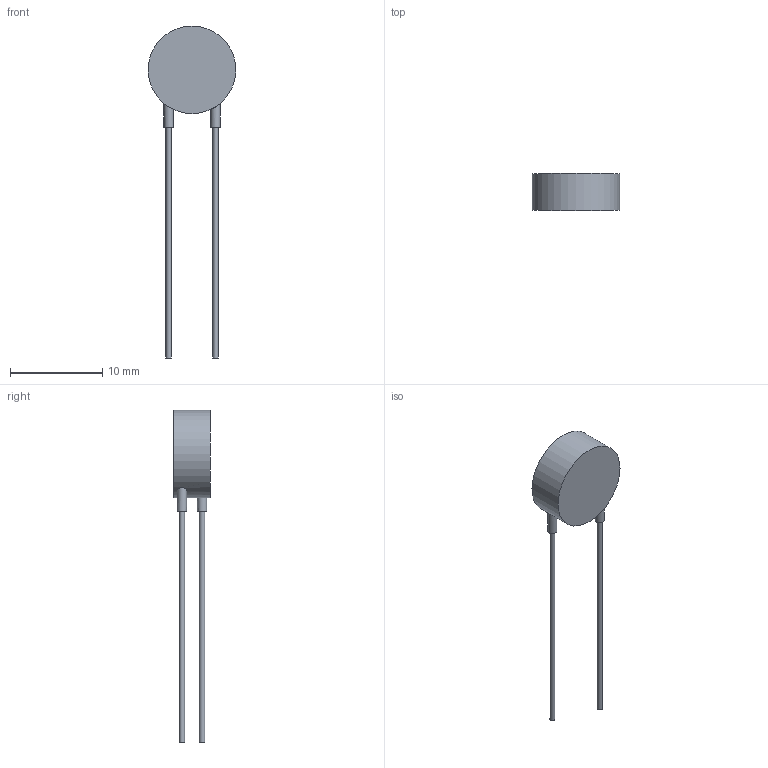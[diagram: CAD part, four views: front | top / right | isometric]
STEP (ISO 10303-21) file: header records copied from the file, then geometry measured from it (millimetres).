
FILE_DESCRIPTION(/* description */ (''),/* implementation_level */ '2;1');
FILE_NAME(/* name */ '07D511 v4.step',/* time_stamp */ '2026-02-15T11:41:12+01:00',/* author */ (''),/* organization */ (''),/* preprocessor_version */ 'ST-DEVELOPER v20.1',/* originating_system */ 'Autodesk Translation Framework v14.10.0.0',/* authorisation */ '');
FILE_SCHEMA (('AUTOMOTIVE_DESIGN { 1 0 10303 214 3 1 1 }'));
Length unit declared in the file: millimetre
Products named in the file (1): 07D511
Bounding box: 9.5 x 4 x 36 mm (x, y, z)
Volume: 300.3 mm3; surface area: 367.2 mm2
Topology: 3 solids, 3 shells, 13 faces, 17 edges, 12 vertices
Faces by surface type: plane 8, cylinder 5
Full cylindrical faces by diameter (mm): 0.58 x2, 1 x2, 9.5 x1
Entity records: 380 total; most frequent: CARTESIAN_POINT 111, DIRECTION 49, ORIENTED_EDGE 34, AXIS2_PLACEMENT_3D 22, EDGE_CURVE 17, EDGE_LOOP 15, FACE_OUTER_BOUND 13, ADVANCED_FACE 13
